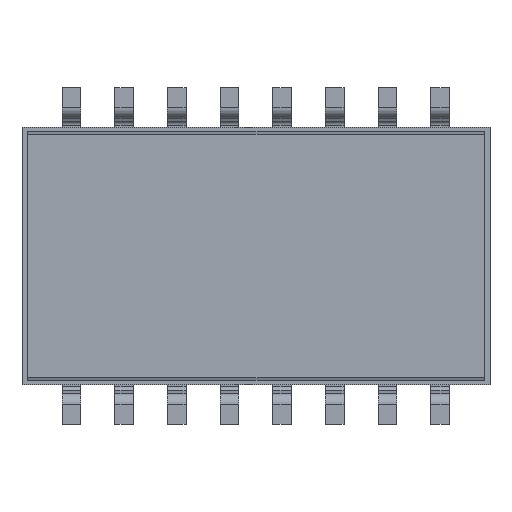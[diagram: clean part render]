
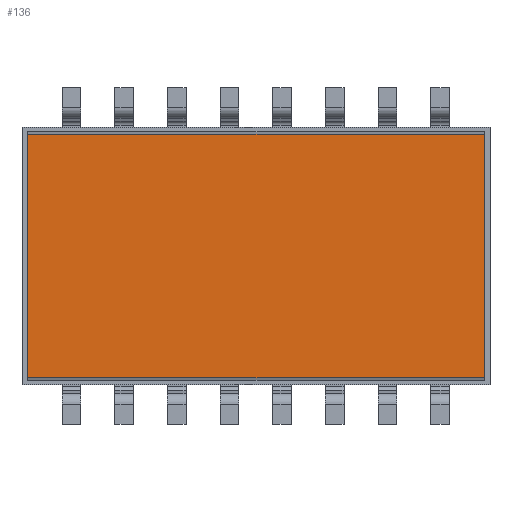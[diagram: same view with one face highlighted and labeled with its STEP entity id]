
A CAD part, front view. The second image highlights one B-rep face of the part: STEP entity #136.
In plain terms, the highlighted planar face has unit normal (0, -1, 0).
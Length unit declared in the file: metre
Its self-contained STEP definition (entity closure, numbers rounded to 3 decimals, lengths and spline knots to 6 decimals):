
#136 = ADVANCED_FACE( '', ( #1129 ), #1130, .F. );
#1129 = FACE_OUTER_BOUND( '', #3006, .T. );
#1130 = PLANE( '', #3007 );
#3006 = EDGE_LOOP( '', ( #5458, #5459, #5460, #5461 ) );
#3007 = AXIS2_PLACEMENT_3D( '', #5462, #5463, #5464 );
#5458 = ORIENTED_EDGE( '', *, *, #13110, .F. );
#5459 = ORIENTED_EDGE( '', *, *, #13111, .F. );
#5460 = ORIENTED_EDGE( '', *, *, #13112, .F. );
#5461 = ORIENTED_EDGE( '', *, *, #13113, .T. );
#5462 = CARTESIAN_POINT( '', ( 0., -0.0022, 0. ) );
#5463 = DIRECTION( '', ( 0., 1., 0. ) );
#5464 = DIRECTION( '', ( 1., 0., 0. ) );
#13110 = EDGE_CURVE( '', #15977, #15978, #15979, .T. );
#13111 = EDGE_CURVE( '', #15980, #15977, #15981, .T. );
#13112 = EDGE_CURVE( '', #15982, #15980, #15983, .T. );
#13113 = EDGE_CURVE( '', #15982, #15978, #15984, .T. );
#15977 = VERTEX_POINT( '', #20601 );
#15978 = VERTEX_POINT( '', #20602 );
#15979 = LINE( '', #20603, #20604 );
#15980 = VERTEX_POINT( '', #20605 );
#15981 = LINE( '', #20606, #20607 );
#15982 = VERTEX_POINT( '', #20608 );
#15983 = LINE( '', #20609, #20610 );
#15984 = LINE( '', #20611, #20612 );
#20601 = CARTESIAN_POINT( '', ( 0.011157, -0.0022, 0.002939 ) );
#20602 = CARTESIAN_POINT( '', ( 0.011157, -0.0022, -0.002939 ) );
#20603 = CARTESIAN_POINT( '', ( 0.011157, -0.0022, 0.002939 ) );
#20604 = VECTOR( '', #26547, 1. );
#20605 = CARTESIAN_POINT( '', ( 0.000133, -0.0022, 0.002939 ) );
#20606 = CARTESIAN_POINT( '', ( 0.000133, -0.0022, 0.002939 ) );
#20607 = VECTOR( '', #26548, 1. );
#20608 = CARTESIAN_POINT( '', ( 0.000133, -0.0022, -0.002939 ) );
#20609 = CARTESIAN_POINT( '', ( 0.000133, -0.0022, -0.002939 ) );
#20610 = VECTOR( '', #26549, 1. );
#20611 = CARTESIAN_POINT( '', ( 0.000133, -0.0022, -0.002939 ) );
#20612 = VECTOR( '', #26550, 1. );
#26547 = DIRECTION( '', ( 0., 0., -1. ) );
#26548 = DIRECTION( '', ( 1., 0., 0. ) );
#26549 = DIRECTION( '', ( 0., 0., 1. ) );
#26550 = DIRECTION( '', ( 1., 0., 0. ) );
